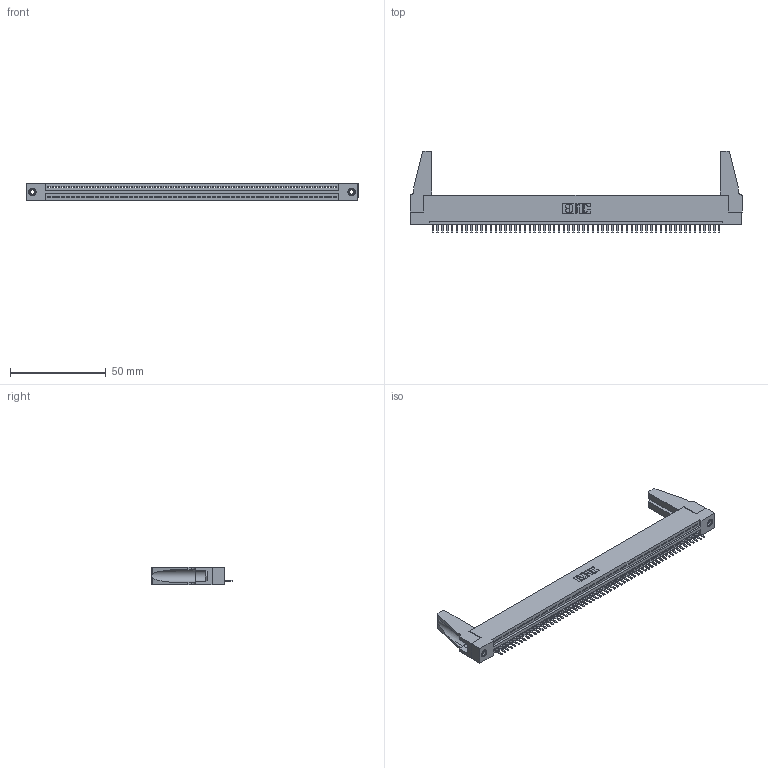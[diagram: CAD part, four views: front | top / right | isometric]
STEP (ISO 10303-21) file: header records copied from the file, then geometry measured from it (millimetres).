
FILE_DESCRIPTION (( 'STEP AP203' ), '1' );
FILE_NAME ('395-060-520-188.STEP', '2019-10-24T10:59:08', ( '' ), ( '' ), 'SwSTEP 2.0', 'SolidWorks 2016', '' );
FILE_SCHEMA (( 'CONFIG_CONTROL_DESIGN' ));
Length unit declared in the file: inch
Products named in the file (5): 345-220-078_345-220-088; 395-060-520-188; 345 Part_Flush Mounting Lugs - 0.156 Dia-TH; 345-292-001_345-293-120; 345-250-001_345-250-001-102
Assembly tree (65 placements, depth 2):
  395-060-520-188
    345 Part_Flush Mounting Lugs - 0.156 Dia-TH
    345-292-001_345-293-120  x60
    345-250-001_345-250-001-102  x2
    345-220-078_345-220-088  x2
Bounding box: 173.63 x 42.55 x 9.4 mm (x, y, z)
Volume: 19719.3 mm3; surface area: 24692.2 mm2
Topology: 65 solids, 65 shells, 3970 faces, 11695 edges, 7626 vertices
Faces by surface type: plane 2672, cylinder 1282, cone 12, torus 4
Entity records: 44996 total; most frequent: CARTESIAN_POINT 7794, ORIENTED_EDGE 7736, DIRECTION 6776, EDGE_CURVE 3868, LINE 3450, VECTOR 3450, VERTEX_POINT 2570, AXIS2_PLACEMENT_3D 1663
